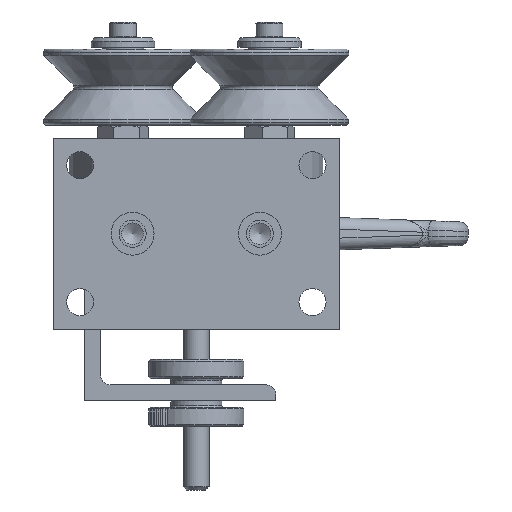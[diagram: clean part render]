
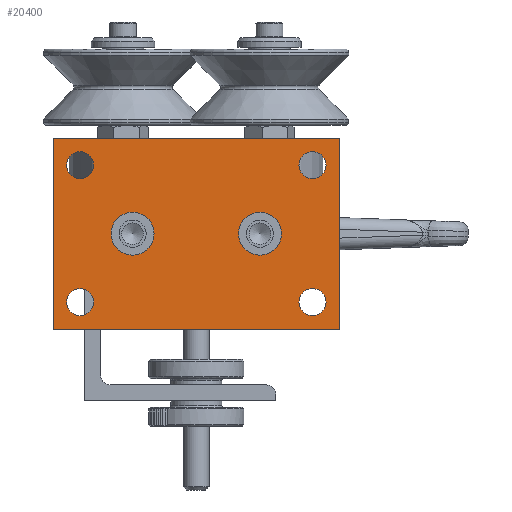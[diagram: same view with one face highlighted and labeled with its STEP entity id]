
A CAD part, front view. The second image highlights one B-rep face of the part: STEP entity #20400.
In plain terms, the highlighted planar face has unit normal (0, -1, 0).
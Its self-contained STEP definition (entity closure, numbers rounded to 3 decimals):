
#431 = VECTOR ( 'NONE', #19990, 1000. ) ;
#571 = ORIENTED_EDGE ( 'NONE', *, *, #21455, .T. ) ;
#674 = LINE ( 'NONE', #19852, #431 ) ;
#1037 = ORIENTED_EDGE ( 'NONE', *, *, #10119, .T. ) ;
#1365 = DIRECTION ( 'NONE',  ( 1., 0., 0. ) ) ;
#1734 = ORIENTED_EDGE ( 'NONE', *, *, #12815, .T. ) ;
#1918 = VECTOR ( 'NONE', #12218, 1000. ) ;
#1937 = LINE ( 'NONE', #16877, #1918 ) ;
#1971 = ORIENTED_EDGE ( 'NONE', *, *, #9800, .T. ) ;
#1982 = EDGE_LOOP ( 'NONE', ( #571, #1037, #1971, #1734 ) ) ;
#2213 = CARTESIAN_POINT ( 'NONE',  ( 66.5, -10., -14. ) ) ;
#2771 = CIRCLE ( 'NONE', #19650, 4.25 ) ;
#2883 = VECTOR ( 'NONE', #7766, 1000. ) ;
#3057 = CIRCLE ( 'NONE', #18766, 6.75 ) ;
#3072 = EDGE_LOOP ( 'NONE', ( #7150 ) ) ;
#3427 = VERTEX_POINT ( 'NONE', #12088 ) ;
#3957 = VERTEX_POINT ( 'NONE', #4129 ) ;
#4056 = DIRECTION ( 'NONE',  ( 1., 0., 0. ) ) ;
#4129 = CARTESIAN_POINT ( 'NONE',  ( -15., -10., -22.5 ) ) ;
#5012 = CARTESIAN_POINT ( 'NONE',  ( -15., -10., 37.5 ) ) ;
#5070 = FACE_OUTER_BOUND ( 'NONE', #1982, .T. ) ;
#5140 = CARTESIAN_POINT ( 'NONE',  ( -15., -10., -22.5 ) ) ;
#5254 = FACE_BOUND ( 'NONE', #3072, .T. ) ;
#5277 = FACE_BOUND ( 'NONE', #22175, .T. ) ;
#5299 = FACE_BOUND ( 'NONE', #22635, .T. ) ;
#5320 = FACE_BOUND ( 'NONE', #9841, .T. ) ;
#5360 = FACE_BOUND ( 'NONE', #19937, .T. ) ;
#5638 = CARTESIAN_POINT ( 'NONE',  ( -6.5, -10., -14. ) ) ;
#5720 = VERTEX_POINT ( 'NONE', #17242 ) ;
#6155 = CARTESIAN_POINT ( 'NONE',  ( -2.25, -10., -14. ) ) ;
#6474 = CARTESIAN_POINT ( 'NONE',  ( 50., -10., 7.5 ) ) ;
#6525 = CARTESIAN_POINT ( 'NONE',  ( 56.75, -10., 7.5 ) ) ;
#7150 = ORIENTED_EDGE ( 'NONE', *, *, #21041, .F. ) ;
#7285 = CARTESIAN_POINT ( 'NONE',  ( 75., -10., -22.5 ) ) ;
#7433 = DIRECTION ( 'NONE',  ( 1., 0., 0. ) ) ;
#7531 = ORIENTED_EDGE ( 'NONE', *, *, #19320, .F. ) ;
#7766 = DIRECTION ( 'NONE',  ( 0., 0., 1. ) ) ;
#7882 = CARTESIAN_POINT ( 'NONE',  ( 10., -10., 7.5 ) ) ;
#7980 = DIRECTION ( 'NONE',  ( 0., -1., 0. ) ) ;
#8250 = ORIENTED_EDGE ( 'NONE', *, *, #17324, .F. ) ;
#8312 = DIRECTION ( 'NONE',  ( 1., 0., 0. ) ) ;
#8605 = CARTESIAN_POINT ( 'NONE',  ( -15., -10., 37.5 ) ) ;
#8767 = ORIENTED_EDGE ( 'NONE', *, *, #16536, .F. ) ;
#8780 = DIRECTION ( 'NONE',  ( 0., 1., 0. ) ) ;
#8958 = ORIENTED_EDGE ( 'NONE', *, *, #15200, .F. ) ;
#9506 = CIRCLE ( 'NONE', #19085, 4.25 ) ;
#9614 = ORIENTED_EDGE ( 'NONE', *, *, #13724, .F. ) ;
#9729 = DIRECTION ( 'NONE',  ( 1., 0., 0. ) ) ;
#9800 = EDGE_CURVE ( 'NONE', #3427, #5720, #23133, .T. ) ;
#9841 = EDGE_LOOP ( 'NONE', ( #8958 ) ) ;
#10061 = CARTESIAN_POINT ( 'NONE',  ( -2.25, -10., 29. ) ) ;
#10119 = EDGE_CURVE ( 'NONE', #3957, #3427, #1937, .T. ) ;
#10365 = CIRCLE ( 'NONE', #16379, 6.75 ) ;
#12088 = CARTESIAN_POINT ( 'NONE',  ( 75., -10., -22.5 ) ) ;
#12218 = DIRECTION ( 'NONE',  ( 1., 0., 0. ) ) ;
#12285 = DIRECTION ( 'NONE',  ( 0., -1., 0. ) ) ;
#12815 = EDGE_CURVE ( 'NONE', #5720, #22672, #14025, .T. ) ;
#12868 = VERTEX_POINT ( 'NONE', #15719 ) ;
#13591 = CARTESIAN_POINT ( 'NONE',  ( 70.75, -10., 29. ) ) ;
#13724 = EDGE_CURVE ( 'NONE', #21323, #21323, #9506, .T. ) ;
#13788 = VECTOR ( 'NONE', #19358, 1000. ) ;
#14025 = LINE ( 'NONE', #8605, #13788 ) ;
#14925 = DIRECTION ( 'NONE',  ( 0., -1., 0. ) ) ;
#15200 = EDGE_CURVE ( 'NONE', #19972, #19972, #2771, .T. ) ;
#15434 = VERTEX_POINT ( 'NONE', #6525 ) ;
#15719 = CARTESIAN_POINT ( 'NONE',  ( 16.75, -10., 7.5 ) ) ;
#16347 = AXIS2_PLACEMENT_3D ( 'NONE', #22719, #12285, #1365 ) ;
#16379 = AXIS2_PLACEMENT_3D ( 'NONE', #6474, #19022, #8312 ) ;
#16536 = EDGE_CURVE ( 'NONE', #18188, #18188, #20705, .T. ) ;
#16877 = CARTESIAN_POINT ( 'NONE',  ( -15., -10., -22.5 ) ) ;
#17010 = AXIS2_PLACEMENT_3D ( 'NONE', #5140, #8780, #21158 ) ;
#17242 = CARTESIAN_POINT ( 'NONE',  ( 75., -10., 37.5 ) ) ;
#17324 = EDGE_CURVE ( 'NONE', #17371, #17371, #17999, .T. ) ;
#17371 = VERTEX_POINT ( 'NONE', #10061 ) ;
#17660 = FACE_BOUND ( 'NONE', #22106, .T. ) ;
#17999 = CIRCLE ( 'NONE', #22381, 4.25 ) ;
#18188 = VERTEX_POINT ( 'NONE', #13591 ) ;
#18200 = DIRECTION ( 'NONE',  ( 0., -1., 0. ) ) ;
#18704 = CARTESIAN_POINT ( 'NONE',  ( -6.5, -10., 29. ) ) ;
#18766 = AXIS2_PLACEMENT_3D ( 'NONE', #7882, #20315, #9729 ) ;
#19022 = DIRECTION ( 'NONE',  ( 0., -1., 0. ) ) ;
#19085 = AXIS2_PLACEMENT_3D ( 'NONE', #5638, #18200, #7433 ) ;
#19320 = EDGE_CURVE ( 'NONE', #15434, #15434, #10365, .T. ) ;
#19358 = DIRECTION ( 'NONE',  ( -1., 0., 0. ) ) ;
#19650 = AXIS2_PLACEMENT_3D ( 'NONE', #2213, #14925, #4056 ) ;
#19852 = CARTESIAN_POINT ( 'NONE',  ( -15., -10., -22.5 ) ) ;
#19937 = EDGE_LOOP ( 'NONE', ( #9614 ) ) ;
#19972 = VERTEX_POINT ( 'NONE', #20488 ) ;
#19990 = DIRECTION ( 'NONE',  ( 0., 0., -1. ) ) ;
#20315 = DIRECTION ( 'NONE',  ( 0., -1., 0. ) ) ;
#20400 = ADVANCED_FACE ( 'NONE', ( #5360, #5320, #5299, #5277, #17660, #5254, #5070 ), #22767, .F. ) ;
#20416 = DIRECTION ( 'NONE',  ( 1., 0., 0. ) ) ;
#20488 = CARTESIAN_POINT ( 'NONE',  ( 70.75, -10., -14. ) ) ;
#20705 = CIRCLE ( 'NONE', #16347, 4.25 ) ;
#21041 = EDGE_CURVE ( 'NONE', #12868, #12868, #3057, .T. ) ;
#21158 = DIRECTION ( 'NONE',  ( -1., 0., 0. ) ) ;
#21323 = VERTEX_POINT ( 'NONE', #6155 ) ;
#21455 = EDGE_CURVE ( 'NONE', #22672, #3957, #674, .T. ) ;
#22106 = EDGE_LOOP ( 'NONE', ( #7531 ) ) ;
#22175 = EDGE_LOOP ( 'NONE', ( #8250 ) ) ;
#22381 = AXIS2_PLACEMENT_3D ( 'NONE', #18704, #7980, #20416 ) ;
#22635 = EDGE_LOOP ( 'NONE', ( #8767 ) ) ;
#22672 = VERTEX_POINT ( 'NONE', #5012 ) ;
#22719 = CARTESIAN_POINT ( 'NONE',  ( 66.5, -10., 29. ) ) ;
#22767 = PLANE ( 'NONE',  #17010 ) ;
#23133 = LINE ( 'NONE', #7285, #2883 ) ;
